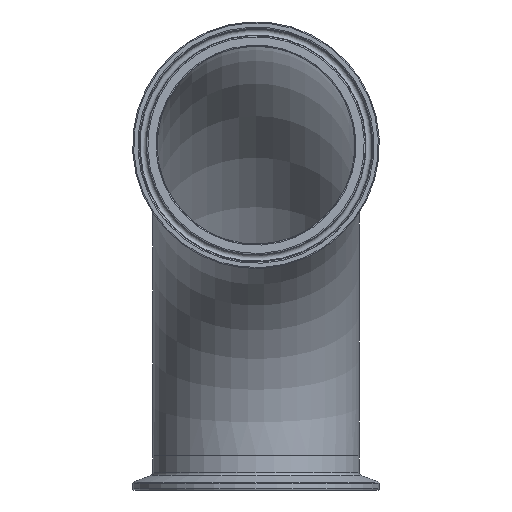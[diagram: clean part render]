
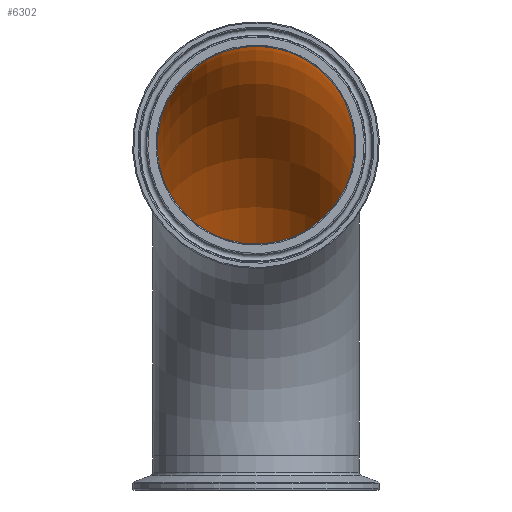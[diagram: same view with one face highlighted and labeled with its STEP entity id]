
A CAD part, front view. The second image highlights one B-rep face of the part: STEP entity #6302.
In plain terms, the highlighted toroidal (fillet/blend) face has major radius 114.3 mm and minor radius 36.449 mm.
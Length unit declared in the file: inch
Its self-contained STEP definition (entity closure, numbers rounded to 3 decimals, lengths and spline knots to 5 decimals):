
#63=CIRCLE('',#6536,1.435);
#64=CIRCLE('',#6537,1.435);
#135=FACE_BOUND('',#1823,.T.);
#1391=FACE_OUTER_BOUND('',#1822,.T.);
#1822=EDGE_LOOP('',(#5826));
#1823=EDGE_LOOP('',(#5827));
#3051=VERTEX_POINT('',#14293);
#3052=VERTEX_POINT('',#14295);
#3979=EDGE_CURVE('',#3051,#3051,#63,.T.);
#3980=EDGE_CURVE('',#3052,#3052,#64,.T.);
#5826=ORIENTED_EDGE('',*,*,#3979,.F.);
#5827=ORIENTED_EDGE('',*,*,#3980,.F.);
#5884=TOROIDAL_SURFACE('',#6535,4.5,1.435);
#6302=ADVANCED_FACE('',(#1391,#135),#5884,.F.);
#6535=AXIS2_PLACEMENT_3D('',#14292,#7291,#7292);
#6536=AXIS2_PLACEMENT_3D('',#14294,#7293,#7294);
#6537=AXIS2_PLACEMENT_3D('',#14296,#7295,#7296);
#7291=DIRECTION('center_axis',(1.,0.,0.));
#7292=DIRECTION('ref_axis',(0.,1.,0.));
#7293=DIRECTION('center_axis',(0.,1.,0.));
#7294=DIRECTION('ref_axis',(0.,0.,
1.));
#7295=DIRECTION('center_axis',(0.,0.,1.));
#7296=DIRECTION('ref_axis',(0.,1.,0.));
#14292=CARTESIAN_POINT('Origin',(0.,-4.5,0.));
#14293=CARTESIAN_POINT('',(0.,-4.5,5.935));
#14294=CARTESIAN_POINT('Origin',(0.,-4.5,4.5));
#14295=CARTESIAN_POINT('',(0.,1.435,0.));
#14296=CARTESIAN_POINT('Origin',(0.,0.,0.));
